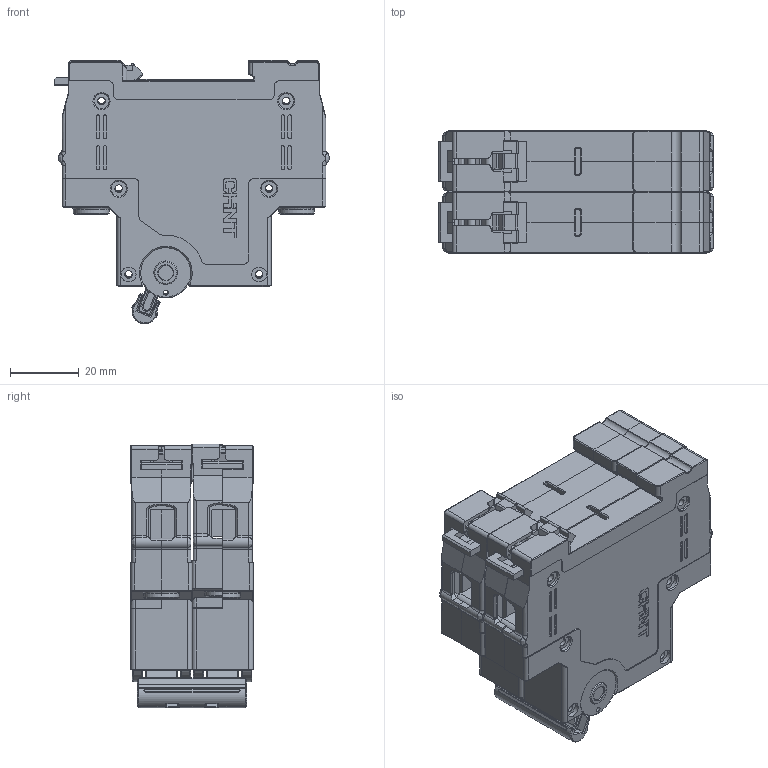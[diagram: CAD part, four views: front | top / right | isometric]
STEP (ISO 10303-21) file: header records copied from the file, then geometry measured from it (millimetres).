
FILE_DESCRIPTION((''),'2;1');
FILE_NAME('NXHB-125-2P_ASM','2017-08-11T',('xujh'),(''),'PRO/ENGINEER BY PARAMETRIC TECHNOLOGY CORPORATION, 2007090','PRO/ENGINEER BY PARAMETRIC TECHNOLOGY CORPORATION, 2007090','');
FILE_SCHEMA(('CONFIG_CONTROL_DESIGN'));
Length unit declared in the file: millimetre
Products named in the file (21): NXHB-125-QUKE-512; SBTH; YAOBI-GAI; YBTH1; 8ZTD-585-979-2; JIEXZ-M5; LUOD-M5; NXHB-125-QUKE-511; DCT; 8-253-639-1-FANGXING; CHUTZC; JIECQ-LONG; PIANZTH_AF0; JCT; CTZC_AF0_ASM; NXH-125-63A_AF0_ASM; CTZC_AF1_ASM; NXH-125-63A_AF1_ASM; ZDJ; 8ZTD-259-176-1; NXHB-125-2P_ASM
Assembly tree (45 placements, depth 4):
  NXHB-125-2P_ASM
    NXH-125-63A_AF0_ASM
      NXHB-125-QUKE-512
      SBTH
      YAOBI-GAI
      YBTH1
      8ZTD-585-979-2  x2
      JIEXZ-M5  x2
      LUOD-M5  x2
      NXHB-125-QUKE-511
      DCT  x2
      8-253-639-1-FANGXING
      CTZC_AF0_ASM
        CHUTZC
        JIECQ-LONG
        PIANZTH_AF0
        JCT  x2
    NXH-125-63A_AF1_ASM
      NXHB-125-QUKE-512
      SBTH
      YAOBI-GAI
      YBTH1
      8ZTD-585-979-2  x2
      JIEXZ-M5  x2
      LUOD-M5  x2
      NXHB-125-QUKE-511
      DCT  x2
      8-253-639-1-FANGXING
      CTZC_AF1_ASM
        CHUTZC
        JIECQ-LONG
        PIANZTH_AF0
        JCT  x2
    ZDJ  x2
    8ZTD-259-176-1
Bounding box: 79.9 x 35.6 x 76.78 mm (x, y, z)
Volume: 58989 mm3; surface area: 88782.2 mm2
Topology: 41 solids, 43 shells, 4382 faces, 11655 edges, 7542 vertices
Faces by surface type: plane 2541, cylinder 1141, extrusion 308, cone 232, torus 80, bspline 60, sphere 16, revolution 4
Entity records: 77863 total; most frequent: CARTESIAN_POINT 22726, ORIENTED_EDGE 11590, DIRECTION 11012, EDGE_CURVE 5797, VECTOR 4098, LINE 3944, VERTEX_POINT 3756, AXIS2_PLACEMENT_3D 3456
